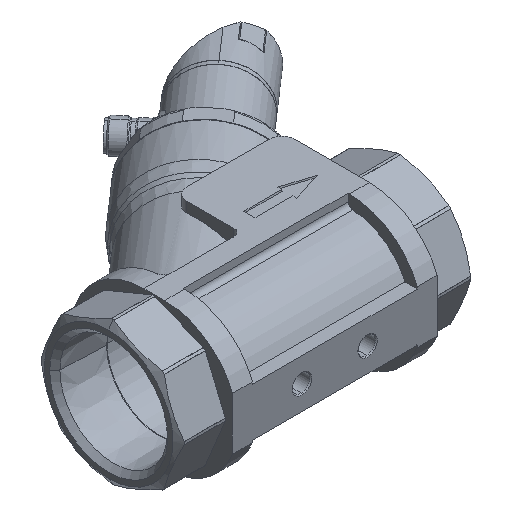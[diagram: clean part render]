
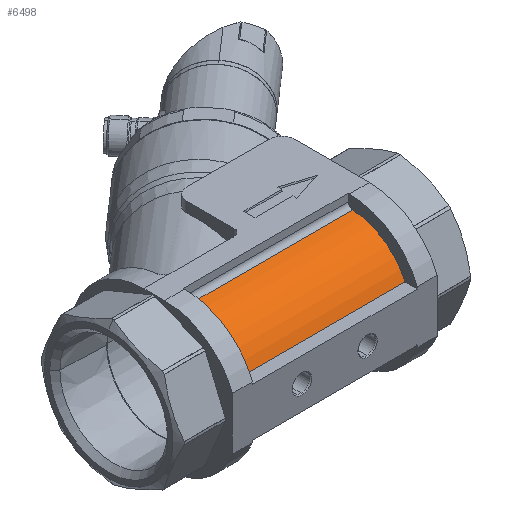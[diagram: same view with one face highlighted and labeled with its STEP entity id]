
A CAD part, isometric view. The second image highlights one B-rep face of the part: STEP entity #6498.
In plain terms, the highlighted cylindrical face has radius 25 mm (diameter 50 mm), a partial arc.
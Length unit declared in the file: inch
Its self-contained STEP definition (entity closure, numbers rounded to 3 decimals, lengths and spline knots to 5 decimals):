
#531 = CARTESIAN_POINT ( 'NONE',  ( 3.72874, -0.17878, 0. ) ) ;
#677 = CARTESIAN_POINT ( 'NONE',  ( 1.05472, -1.08086, 0.3937 ) ) ;
#878 = CARTESIAN_POINT ( 'NONE',  ( 3.72874, -0.23197, 0.98281 ) ) ;
#1052 = CARTESIAN_POINT ( 'NONE',  ( 3.72874, -1.08086, 0.3937 ) ) ;
#1085 = VECTOR ( 'NONE', #10441, 39.37008 ) ;
#1853 = CYLINDRICAL_SURFACE ( 'NONE', #3048, 0.98425 ) ;
#1933 = DIRECTION ( 'NONE',  ( -1., 0., 0. ) ) ;
#2094 = DIRECTION ( 'NONE',  ( 0., 0., 1. ) ) ;
#3048 = AXIS2_PLACEMENT_3D ( 'NONE', #3647, #6019, #8428 ) ;
#3647 = CARTESIAN_POINT ( 'NONE',  ( 3.72874, -0.17878, 0. ) ) ;
#3873 = EDGE_CURVE ( 'NONE', #5667, #9291, #7128, .T. ) ;
#3929 = ORIENTED_EDGE ( 'NONE', *, *, #3873, .T. ) ;
#4085 = VECTOR ( 'NONE', #7978, 39.37008 ) ;
#4559 = ORIENTED_EDGE ( 'NONE', *, *, #7032, .F. ) ;
#4664 = CARTESIAN_POINT ( 'NONE',  ( 3.72874, -1.08086, 0.3937 ) ) ;
#4777 = EDGE_CURVE ( 'NONE', #6181, #5667, #6147, .T. ) ;
#5667 = VERTEX_POINT ( 'NONE', #878 ) ;
#6019 = DIRECTION ( 'NONE',  ( -1., 0., 0. ) ) ;
#6147 = CIRCLE ( 'NONE', #10134, 0.98425 ) ;
#6168 = EDGE_LOOP ( 'NONE', ( #9680, #3929, #6350, #4559 ) ) ;
#6181 = VERTEX_POINT ( 'NONE', #1052 ) ;
#6214 = DIRECTION ( 'NONE',  ( -1., 0., 0. ) ) ;
#6271 = CARTESIAN_POINT ( 'NONE',  ( 3.72874, -0.23197, 0.98281 ) ) ;
#6350 = ORIENTED_EDGE ( 'NONE', *, *, #7330, .F. ) ;
#6498 = ADVANCED_FACE ( 'NONE', ( #9283 ), #1853, .T. ) ;
#6502 = CIRCLE ( 'NONE', #9094, 0.98425 ) ;
#7032 = EDGE_CURVE ( 'NONE', #6181, #8546, #7147, .T. ) ;
#7128 = LINE ( 'NONE', #6271, #1085 ) ;
#7147 = LINE ( 'NONE', #4664, #4085 ) ;
#7330 = EDGE_CURVE ( 'NONE', #8546, #9291, #6502, .T. ) ;
#7854 = DIRECTION ( 'NONE',  ( 0., 0., 1. ) ) ;
#7978 = DIRECTION ( 'NONE',  ( -1., 0., 0. ) ) ;
#8428 = DIRECTION ( 'NONE',  ( 0., 0., 1. ) ) ;
#8546 = VERTEX_POINT ( 'NONE', #677 ) ;
#9094 = AXIS2_PLACEMENT_3D ( 'NONE', #9368, #1933, #7854 ) ;
#9283 = FACE_OUTER_BOUND ( 'NONE', #6168, .T. ) ;
#9291 = VERTEX_POINT ( 'NONE', #10240 ) ;
#9368 = CARTESIAN_POINT ( 'NONE',  ( 1.05472, -0.17878, 0. ) ) ;
#9680 = ORIENTED_EDGE ( 'NONE', *, *, #4777, .T. ) ;
#10134 = AXIS2_PLACEMENT_3D ( 'NONE', #531, #6214, #2094 ) ;
#10240 = CARTESIAN_POINT ( 'NONE',  ( 1.05472, -0.23197, 0.98281 ) ) ;
#10441 = DIRECTION ( 'NONE',  ( -1., 0., 0. ) ) ;
